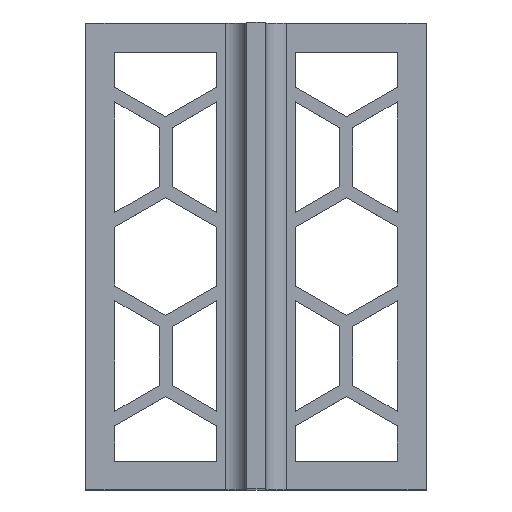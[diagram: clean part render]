
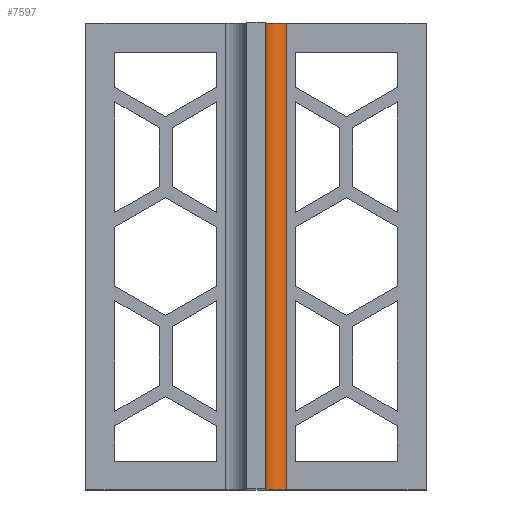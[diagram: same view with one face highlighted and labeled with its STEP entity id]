
A CAD part, top view. The second image highlights one B-rep face of the part: STEP entity #7597.
In plain terms, the highlighted cylindrical face has radius 5 mm (diameter 10 mm), a partial arc.
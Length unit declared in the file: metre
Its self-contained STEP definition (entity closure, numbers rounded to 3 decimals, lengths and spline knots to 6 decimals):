
#12=CYLINDRICAL_SURFACE('',#7982,0.005);
#14=CIRCLE('',#7970,0.005);
#16=CIRCLE('',#7973,0.005);
#658=ORIENTED_EDGE('',*,*,#2830,.F.);
#659=ORIENTED_EDGE('',*,*,#2799,.T.);
#660=ORIENTED_EDGE('',*,*,#2816,.T.);
#661=ORIENTED_EDGE('',*,*,#2806,.T.);
#2799=EDGE_CURVE('',#3896,#3895,#14,.F.);
#2806=EDGE_CURVE('',#3902,#3903,#16,.T.);
#2816=EDGE_CURVE('',#3895,#3902,#4642,.T.);
#2830=EDGE_CURVE('',#3896,#3903,#4656,.T.);
#3895=VERTEX_POINT('',#11351);
#3896=VERTEX_POINT('',#11353);
#3902=VERTEX_POINT('',#11367);
#3903=VERTEX_POINT('',#11368);
#4642=LINE('',#11386,#5736);
#4656=LINE('',#11412,#5750);
#5736=VECTOR('',#8959,1.);
#5750=VECTOR('',#8985,1.);
#6341=EDGE_LOOP('',(#658,#659,#660,#661));
#6835=FACE_BOUND('',#6341,.T.);
#7597=ADVANCED_FACE('',(#6835),#12,.F.);
#7970=AXIS2_PLACEMENT_3D('',#11352,#8932,#8933);
#7973=AXIS2_PLACEMENT_3D('',#11366,#8943,#8944);
#7982=AXIS2_PLACEMENT_3D('',#11411,#8983,#8984);
#8932=DIRECTION('',(0.,-1.,0.));
#8933=DIRECTION('',(0.,0.,-1.));
#8943=DIRECTION('',(0.,-1.,0.));
#8944=DIRECTION('',(0.,0.,-1.));
#8959=DIRECTION('',(0.,-1.,0.));
#8983=DIRECTION('',(0.,-1.,0.));
#8984=DIRECTION('',(0.,0.,-1.));
#8985=DIRECTION('',(0.,-1.,0.));
#11351=CARTESIAN_POINT('',(0.0022,0.0549,0.008));
#11352=CARTESIAN_POINT('',(0.0072,0.0549,0.008));
#11353=CARTESIAN_POINT('',(0.0072,0.0549,0.003));
#11366=CARTESIAN_POINT('',(0.0072,-0.0549,0.008));
#11367=CARTESIAN_POINT('',(0.0022,-0.0549,0.008));
#11368=CARTESIAN_POINT('',(0.0072,-0.0549,0.003));
#11386=CARTESIAN_POINT('',(0.0022,0.054902,0.008));
#11411=CARTESIAN_POINT('',(0.0072,0.054902,0.008));
#11412=CARTESIAN_POINT('',(0.0072,0.054902,0.003));
